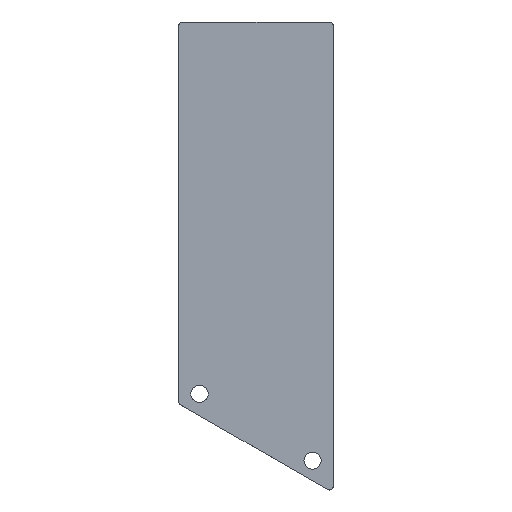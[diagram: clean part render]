
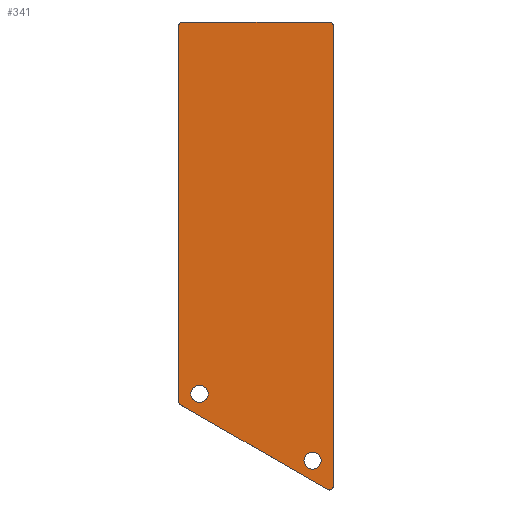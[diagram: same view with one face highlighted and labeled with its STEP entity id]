
A CAD part, top view. The second image highlights one B-rep face of the part: STEP entity #341.
In plain terms, the highlighted planar face has unit normal (0, 0, 1).
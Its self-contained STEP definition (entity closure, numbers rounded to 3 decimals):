
#15=FACE_BOUND('',#60,.T.);
#16=FACE_BOUND('',#61,.T.);
#23=PLANE('',#361);
#41=FACE_OUTER_BOUND('',#59,.T.);
#59=EDGE_LOOP('',(#281,#282,#283,#284,#285,#286,#287,#288));
#60=EDGE_LOOP('',(#289,#290,#291,#292));
#61=EDGE_LOOP('',(#293,#294,#295,#296));
#75=LINE('',#578,#99);
#79=LINE('',#603,#103);
#83=LINE('',#628,#107);
#87=LINE('',#652,#111);
#99=VECTOR('',#377,10.);
#103=VECTOR('',#383,10.);
#107=VECTOR('',#389,10.);
#111=VECTOR('',#395,10.);
#113=(
BOUNDED_CURVE()
B_SPLINE_CURVE(3,(#412,#413,#414,#415),.UNSPECIFIED.,.F.,.F.)
B_SPLINE_CURVE_WITH_KNOTS((4,4),(0.,1.),.UNSPECIFIED.)
CURVE()
GEOMETRIC_REPRESENTATION_ITEM()
RATIONAL_B_SPLINE_CURVE((1.,1.,1.,1.))
REPRESENTATION_ITEM('')
);
#115=(
BOUNDED_CURVE()
B_SPLINE_CURVE(3,(#433,#434,#435,#436),.UNSPECIFIED.,.F.,.F.)
B_SPLINE_CURVE_WITH_KNOTS((4,4),(0.,1.),.UNSPECIFIED.)
CURVE()
GEOMETRIC_REPRESENTATION_ITEM()
RATIONAL_B_SPLINE_CURVE((1.,1.,1.,1.))
REPRESENTATION_ITEM('')
);
#117=(
BOUNDED_CURVE()
B_SPLINE_CURVE(3,(#452,#453,#454,#455),.UNSPECIFIED.,.F.,.F.)
B_SPLINE_CURVE_WITH_KNOTS((4,4),(0.,1.),.UNSPECIFIED.)
CURVE()
GEOMETRIC_REPRESENTATION_ITEM()
RATIONAL_B_SPLINE_CURVE((1.,1.,1.,1.))
REPRESENTATION_ITEM('')
);
#119=(
BOUNDED_CURVE()
B_SPLINE_CURVE(3,(#470,#471,#472,#473),.UNSPECIFIED.,.F.,.F.)
B_SPLINE_CURVE_WITH_KNOTS((4,4),(0.,1.),.UNSPECIFIED.)
CURVE()
GEOMETRIC_REPRESENTATION_ITEM()
RATIONAL_B_SPLINE_CURVE((1.,1.,1.,1.))
REPRESENTATION_ITEM('')
);
#121=(
BOUNDED_CURVE()
B_SPLINE_CURVE(3,(#488,#489,#490,#491),.UNSPECIFIED.,.F.,.F.)
B_SPLINE_CURVE_WITH_KNOTS((4,4),(0.,1.),.UNSPECIFIED.)
CURVE()
GEOMETRIC_REPRESENTATION_ITEM()
RATIONAL_B_SPLINE_CURVE((1.,1.,1.,1.))
REPRESENTATION_ITEM('')
);
#123=(
BOUNDED_CURVE()
B_SPLINE_CURVE(3,(#509,#510,#511,#512),.UNSPECIFIED.,.F.,.F.)
B_SPLINE_CURVE_WITH_KNOTS((4,4),(0.,1.),.UNSPECIFIED.)
CURVE()
GEOMETRIC_REPRESENTATION_ITEM()
RATIONAL_B_SPLINE_CURVE((1.,1.,1.,1.))
REPRESENTATION_ITEM('')
);
#125=(
BOUNDED_CURVE()
B_SPLINE_CURVE(3,(#528,#529,#530,#531),.UNSPECIFIED.,.F.,.F.)
B_SPLINE_CURVE_WITH_KNOTS((4,4),(0.,1.),.UNSPECIFIED.)
CURVE()
GEOMETRIC_REPRESENTATION_ITEM()
RATIONAL_B_SPLINE_CURVE((1.,1.,1.,1.))
REPRESENTATION_ITEM('')
);
#127=(
BOUNDED_CURVE()
B_SPLINE_CURVE(3,(#546,#547,#548,#549),.UNSPECIFIED.,.F.,.F.)
B_SPLINE_CURVE_WITH_KNOTS((4,4),(0.,1.),.UNSPECIFIED.)
CURVE()
GEOMETRIC_REPRESENTATION_ITEM()
RATIONAL_B_SPLINE_CURVE((1.,1.,1.,1.))
REPRESENTATION_ITEM('')
);
#129=(
BOUNDED_CURVE()
B_SPLINE_CURVE(3,(#564,#565,#566,#567),.UNSPECIFIED.,.F.,.F.)
B_SPLINE_CURVE_WITH_KNOTS((4,4),(0.,1.),.UNSPECIFIED.)
CURVE()
GEOMETRIC_REPRESENTATION_ITEM()
RATIONAL_B_SPLINE_CURVE((1.,1.,1.,1.))
REPRESENTATION_ITEM('')
);
#131=(
BOUNDED_CURVE()
B_SPLINE_CURVE(3,(#591,#592,#593,#594),.UNSPECIFIED.,.F.,.F.)
B_SPLINE_CURVE_WITH_KNOTS((4,4),(0.,1.),.UNSPECIFIED.)
CURVE()
GEOMETRIC_REPRESENTATION_ITEM()
RATIONAL_B_SPLINE_CURVE((1.,1.,1.,1.))
REPRESENTATION_ITEM('')
);
#133=(
BOUNDED_CURVE()
B_SPLINE_CURVE(3,(#616,#617,#618,#619),.UNSPECIFIED.,.F.,.F.)
B_SPLINE_CURVE_WITH_KNOTS((4,4),(0.,1.),.UNSPECIFIED.)
CURVE()
GEOMETRIC_REPRESENTATION_ITEM()
RATIONAL_B_SPLINE_CURVE((1.,1.,1.,1.))
REPRESENTATION_ITEM('')
);
#135=(
BOUNDED_CURVE()
B_SPLINE_CURVE(3,(#641,#642,#643,#644),.UNSPECIFIED.,.F.,.F.)
B_SPLINE_CURVE_WITH_KNOTS((4,4),(0.,1.),.UNSPECIFIED.)
CURVE()
GEOMETRIC_REPRESENTATION_ITEM()
RATIONAL_B_SPLINE_CURVE((1.,1.,1.,1.))
REPRESENTATION_ITEM('')
);
#137=VERTEX_POINT('',#410);
#138=VERTEX_POINT('',#411);
#141=VERTEX_POINT('',#432);
#143=VERTEX_POINT('',#451);
#145=VERTEX_POINT('',#486);
#146=VERTEX_POINT('',#487);
#149=VERTEX_POINT('',#508);
#151=VERTEX_POINT('',#527);
#153=VERTEX_POINT('',#562);
#154=VERTEX_POINT('',#563);
#157=VERTEX_POINT('',#577);
#159=VERTEX_POINT('',#590);
#161=VERTEX_POINT('',#602);
#163=VERTEX_POINT('',#615);
#165=VERTEX_POINT('',#627);
#167=VERTEX_POINT('',#640);
#169=EDGE_CURVE('',#137,#138,#113,.T.);
#173=EDGE_CURVE('',#138,#141,#115,.T.);
#176=EDGE_CURVE('',#141,#143,#117,.T.);
#179=EDGE_CURVE('',#143,#137,#119,.T.);
#181=EDGE_CURVE('',#145,#146,#121,.T.);
#185=EDGE_CURVE('',#146,#149,#123,.T.);
#188=EDGE_CURVE('',#149,#151,#125,.T.);
#191=EDGE_CURVE('',#151,#145,#127,.T.);
#193=EDGE_CURVE('',#153,#154,#129,.T.);
#197=EDGE_CURVE('',#157,#153,#75,.T.);
#200=EDGE_CURVE('',#159,#157,#131,.T.);
#203=EDGE_CURVE('',#161,#159,#79,.T.);
#206=EDGE_CURVE('',#163,#161,#133,.T.);
#209=EDGE_CURVE('',#165,#163,#83,.T.);
#212=EDGE_CURVE('',#167,#165,#135,.T.);
#215=EDGE_CURVE('',#154,#167,#87,.T.);
#281=ORIENTED_EDGE('',*,*,#215,.F.);
#282=ORIENTED_EDGE('',*,*,#193,.F.);
#283=ORIENTED_EDGE('',*,*,#197,.F.);
#284=ORIENTED_EDGE('',*,*,#200,.F.);
#285=ORIENTED_EDGE('',*,*,#203,.F.);
#286=ORIENTED_EDGE('',*,*,#206,.F.);
#287=ORIENTED_EDGE('',*,*,#209,.F.);
#288=ORIENTED_EDGE('',*,*,#212,.F.);
#289=ORIENTED_EDGE('',*,*,#191,.T.);
#290=ORIENTED_EDGE('',*,*,#181,.T.);
#291=ORIENTED_EDGE('',*,*,#185,.T.);
#292=ORIENTED_EDGE('',*,*,#188,.T.);
#293=ORIENTED_EDGE('',*,*,#179,.T.);
#294=ORIENTED_EDGE('',*,*,#169,.T.);
#295=ORIENTED_EDGE('',*,*,#173,.T.);
#296=ORIENTED_EDGE('',*,*,#176,.T.);
#341=ADVANCED_FACE('',(#41,#15,#16),#23,.T.);
#361=AXIS2_PLACEMENT_3D('',#654,#397,#398);
#377=DIRECTION('',(0.,1.,0.));
#383=DIRECTION('',(-0.866,0.5,0.));
#389=DIRECTION('',(0.,-1.,0.));
#395=DIRECTION('',(1.,0.,0.));
#397=DIRECTION('center_axis',(0.,0.,1.));
#398=DIRECTION('ref_axis',(1.,0.,0.));
#410=CARTESIAN_POINT('',(270.344,-58.773,0.));
#411=CARTESIAN_POINT('',(271.444,-59.873,0.));
#412=CARTESIAN_POINT('Ctrl Pts',(270.344,-58.773,0.));
#413=CARTESIAN_POINT('Ctrl Pts',(270.952,-58.773,0.));
#414=CARTESIAN_POINT('Ctrl Pts',(271.444,-59.265,0.));
#415=CARTESIAN_POINT('Ctrl Pts',(271.444,-59.873,0.));
#432=CARTESIAN_POINT('',(270.344,-60.973,0.));
#433=CARTESIAN_POINT('Ctrl Pts',(271.444,-59.873,0.));
#434=CARTESIAN_POINT('Ctrl Pts',(271.444,-60.481,0.));
#435=CARTESIAN_POINT('Ctrl Pts',(270.952,-60.973,0.));
#436=CARTESIAN_POINT('Ctrl Pts',(270.344,-60.973,0.));
#451=CARTESIAN_POINT('',(269.245,-59.873,0.));
#452=CARTESIAN_POINT('Ctrl Pts',(270.344,-60.973,0.));
#453=CARTESIAN_POINT('Ctrl Pts',(269.737,-60.973,0.));
#454=CARTESIAN_POINT('Ctrl Pts',(269.245,-60.481,0.));
#455=CARTESIAN_POINT('Ctrl Pts',(269.245,-59.873,0.));
#470=CARTESIAN_POINT('Ctrl Pts',(269.245,-59.873,0.));
#471=CARTESIAN_POINT('Ctrl Pts',(269.245,-59.265,0.));
#472=CARTESIAN_POINT('Ctrl Pts',(269.737,-58.773,0.));
#473=CARTESIAN_POINT('Ctrl Pts',(270.344,-58.773,0.));
#486=CARTESIAN_POINT('',(284.776,-67.294,0.));
#487=CARTESIAN_POINT('',(285.876,-68.394,0.));
#488=CARTESIAN_POINT('Ctrl Pts',(284.776,-67.294,0.));
#489=CARTESIAN_POINT('Ctrl Pts',(285.384,-67.294,0.));
#490=CARTESIAN_POINT('Ctrl Pts',(285.876,-67.786,0.));
#491=CARTESIAN_POINT('Ctrl Pts',(285.876,-68.394,0.));
#508=CARTESIAN_POINT('',(284.776,-69.494,0.));
#509=CARTESIAN_POINT('Ctrl Pts',(285.876,-68.394,0.));
#510=CARTESIAN_POINT('Ctrl Pts',(285.876,-69.001,0.));
#511=CARTESIAN_POINT('Ctrl Pts',(285.384,-69.494,0.));
#512=CARTESIAN_POINT('Ctrl Pts',(284.776,-69.494,0.));
#527=CARTESIAN_POINT('',(283.676,-68.394,0.));
#528=CARTESIAN_POINT('Ctrl Pts',(284.776,-69.494,0.));
#529=CARTESIAN_POINT('Ctrl Pts',(284.169,-69.494,0.));
#530=CARTESIAN_POINT('Ctrl Pts',(283.676,-69.001,0.));
#531=CARTESIAN_POINT('Ctrl Pts',(283.676,-68.394,0.));
#546=CARTESIAN_POINT('Ctrl Pts',(283.676,-68.394,0.));
#547=CARTESIAN_POINT('Ctrl Pts',(283.676,-67.786,0.));
#548=CARTESIAN_POINT('Ctrl Pts',(284.169,-67.294,0.));
#549=CARTESIAN_POINT('Ctrl Pts',(284.776,-67.294,0.));
#562=CARTESIAN_POINT('',(267.696,-12.891,0.));
#563=CARTESIAN_POINT('',(268.196,-12.391,0.));
#564=CARTESIAN_POINT('Ctrl Pts',(267.696,-12.891,0.));
#565=CARTESIAN_POINT('Ctrl Pts',(267.696,-12.615,0.));
#566=CARTESIAN_POINT('Ctrl Pts',(267.92,-12.391,0.));
#567=CARTESIAN_POINT('Ctrl Pts',(268.196,-12.391,0.));
#577=CARTESIAN_POINT('',(267.696,-60.839,0.));
#578=CARTESIAN_POINT('',(267.696,-60.839,0.));
#590=CARTESIAN_POINT('',(267.946,-61.272,0.));
#591=CARTESIAN_POINT('Ctrl Pts',(267.946,-61.272,0.));
#592=CARTESIAN_POINT('Ctrl Pts',(267.791,-61.183,0.));
#593=CARTESIAN_POINT('Ctrl Pts',(267.696,-61.018,0.));
#594=CARTESIAN_POINT('Ctrl Pts',(267.696,-60.839,0.));
#602=CARTESIAN_POINT('',(286.665,-72.075,0.));
#603=CARTESIAN_POINT('',(286.665,-72.075,0.));
#615=CARTESIAN_POINT('',(287.415,-71.642,0.));
#616=CARTESIAN_POINT('Ctrl Pts',(287.415,-71.642,0.));
#617=CARTESIAN_POINT('Ctrl Pts',(287.415,-72.027,0.));
#618=CARTESIAN_POINT('Ctrl Pts',(286.998,-72.267,0.));
#619=CARTESIAN_POINT('Ctrl Pts',(286.665,-72.075,0.));
#627=CARTESIAN_POINT('',(287.415,-12.889,0.));
#628=CARTESIAN_POINT('',(287.415,-12.889,0.));
#640=CARTESIAN_POINT('',(286.915,-12.388,0.));
#641=CARTESIAN_POINT('Ctrl Pts',(286.915,-12.388,0.));
#642=CARTESIAN_POINT('Ctrl Pts',(287.191,-12.388,0.));
#643=CARTESIAN_POINT('Ctrl Pts',(287.415,-12.612,0.));
#644=CARTESIAN_POINT('Ctrl Pts',(287.415,-12.889,0.));
#652=CARTESIAN_POINT('',(268.196,-12.391,0.));
#654=CARTESIAN_POINT('Origin',(277.555,-42.328,0.));
